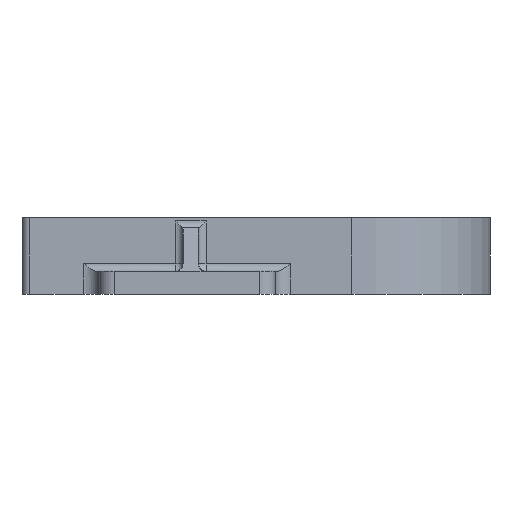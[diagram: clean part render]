
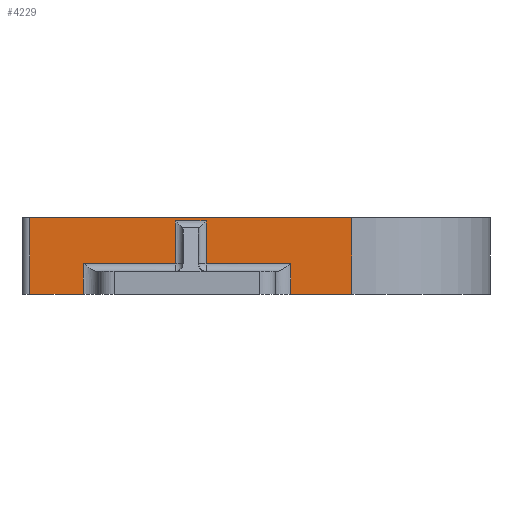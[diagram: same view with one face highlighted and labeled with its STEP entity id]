
A CAD part, left-side view. The second image highlights one B-rep face of the part: STEP entity #4229.
In plain terms, the highlighted planar face has unit normal (-1, 0, 0).
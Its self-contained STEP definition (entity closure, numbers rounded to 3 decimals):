
#220 = VECTOR ( 'NONE', #3283, 1000. ) ;
#221 = VECTOR ( 'NONE', #3280, 1000. ) ;
#222 = VECTOR ( 'NONE', #3277, 1000. ) ;
#223 = VECTOR ( 'NONE', #3274, 1000. ) ;
#225 = VECTOR ( 'NONE', #3269, 1000. ) ;
#226 = VECTOR ( 'NONE', #3265, 1000. ) ;
#227 = VECTOR ( 'NONE', #3262, 1000. ) ;
#228 = VECTOR ( 'NONE', #3259, 1000. ) ;
#229 = VECTOR ( 'NONE', #3256, 1000. ) ;
#230 = VECTOR ( 'NONE', #3253, 1000. ) ;
#232 = VECTOR ( 'NONE', #3271, 1000. ) ;
#310 = VECTOR ( 'NONE', #3081, 1000. ) ;
#1636 = ORIENTED_EDGE ( 'NONE', *, *, #5393, .F. ) ;
#1637 = ORIENTED_EDGE ( 'NONE', *, *, #5392, .T. ) ;
#1638 = ORIENTED_EDGE ( 'NONE', *, *, #5391, .T. ) ;
#1639 = ORIENTED_EDGE ( 'NONE', *, *, #5390, .T. ) ;
#1640 = ORIENTED_EDGE ( 'NONE', *, *, #5389, .T. ) ;
#1683 = ORIENTED_EDGE ( 'NONE', *, *, #5395, .T. ) ;
#1684 = ORIENTED_EDGE ( 'NONE', *, *, #5394, .F. ) ;
#1685 = ORIENTED_EDGE ( 'NONE', *, *, #5388, .T. ) ;
#1695 = ORIENTED_EDGE ( 'NONE', *, *, #5396, .T. ) ;
#1743 = EDGE_LOOP ( 'NONE', ( #1685, #1640, #1639, #1638, #1637, #1636, #1684, #1683, #1695, #4685, #1744, #1745 ) ) ;
#1744 = ORIENTED_EDGE ( 'NONE', *, *, #5333, .T. ) ;
#1745 = ORIENTED_EDGE ( 'NONE', *, *, #5398, .T. ) ;
#2590 = PLANE ( 'NONE',  #5136 ) ;
#2592 = CARTESIAN_POINT ( 'NONE',  ( -51.5, 2., 10. ) ) ;
#2596 = FACE_OUTER_BOUND ( 'NONE', #1743, .T. ) ;
#2598 = DIRECTION ( 'NONE',  ( 1., 0., 0. ) ) ;
#2599 = DIRECTION ( 'NONE',  ( 0., 1., 0. ) ) ;
#2668 = VERTEX_POINT ( 'NONE', #3382 ) ;
#2670 = VERTEX_POINT ( 'NONE', #3380 ) ;
#2677 = VERTEX_POINT ( 'NONE', #3390 ) ;
#2714 = VERTEX_POINT ( 'NONE', #3427 ) ;
#2715 = VERTEX_POINT ( 'NONE', #3428 ) ;
#2738 = VERTEX_POINT ( 'NONE', #3446 ) ;
#2740 = VERTEX_POINT ( 'NONE', #3447 ) ;
#2879 = CARTESIAN_POINT ( 'NONE',  ( -51.5, -33., 0. ) ) ;
#2880 = CARTESIAN_POINT ( 'NONE',  ( -51.5, -33., 4. ) ) ;
#2881 = CARTESIAN_POINT ( 'NONE',  ( -51.5, -41., 0. ) ) ;
#2904 = CARTESIAN_POINT ( 'NONE',  ( -51.5, -6., 0. ) ) ;
#2906 = CARTESIAN_POINT ( 'NONE',  ( -51.5, 1., 0. ) ) ;
#3072 = CARTESIAN_POINT ( 'NONE',  ( -51.5, 2., 4. ) ) ;
#3076 = LINE ( 'NONE', #3072, #310 ) ;
#3081 = DIRECTION ( 'NONE',  ( 0., -1., 0. ) ) ;
#3225 = LINE ( 'NONE', #3270, #232 ) ;
#3251 = LINE ( 'NONE', #3252, #230 ) ;
#3252 = CARTESIAN_POINT ( 'NONE',  ( -51.5, -21., 9.566 ) ) ;
#3253 = DIRECTION ( 'NONE',  ( 0., -1., 0. ) ) ;
#3254 = LINE ( 'NONE', #3255, #229 ) ;
#3255 = CARTESIAN_POINT ( 'NONE',  ( -51.5, -22., 10. ) ) ;
#3256 = DIRECTION ( 'NONE',  ( 0., 0., -1. ) ) ;
#3257 = LINE ( 'NONE', #3258, #228 ) ;
#3258 = CARTESIAN_POINT ( 'NONE',  ( -51.5, 2., 4. ) ) ;
#3259 = DIRECTION ( 'NONE',  ( 0., -1., 0. ) ) ;
#3260 = LINE ( 'NONE', #3261, #227 ) ;
#3261 = CARTESIAN_POINT ( 'NONE',  ( -51.5, -33., 10. ) ) ;
#3262 = DIRECTION ( 'NONE',  ( 0., 0., -1. ) ) ;
#3263 = LINE ( 'NONE', #3264, #226 ) ;
#3264 = CARTESIAN_POINT ( 'NONE',  ( -51.5, 2., 0. ) ) ;
#3265 = DIRECTION ( 'NONE',  ( 0., -1., 0. ) ) ;
#3266 = LINE ( 'NONE', #3268, #225 ) ;
#3268 = CARTESIAN_POINT ( 'NONE',  ( -51.5, -41., 10. ) ) ;
#3269 = DIRECTION ( 'NONE',  ( 0., 0., -1. ) ) ;
#3270 = CARTESIAN_POINT ( 'NONE',  ( -51.5, 2., 10. ) ) ;
#3271 = DIRECTION ( 'NONE',  ( 0., -1., 0. ) ) ;
#3272 = LINE ( 'NONE', #3273, #223 ) ;
#3273 = CARTESIAN_POINT ( 'NONE',  ( -51.5, 1., 10. ) ) ;
#3274 = DIRECTION ( 'NONE',  ( 0., 0., -1. ) ) ;
#3275 = LINE ( 'NONE', #3276, #222 ) ;
#3276 = CARTESIAN_POINT ( 'NONE',  ( -51.5, 2., 0. ) ) ;
#3277 = DIRECTION ( 'NONE',  ( 0., -1., 0. ) ) ;
#3278 = LINE ( 'NONE', #3279, #221 ) ;
#3279 = CARTESIAN_POINT ( 'NONE',  ( -51.5, -6., 10. ) ) ;
#3280 = DIRECTION ( 'NONE',  ( 0., 0., 1. ) ) ;
#3281 = LINE ( 'NONE', #3282, #220 ) ;
#3282 = CARTESIAN_POINT ( 'NONE',  ( -51.5, -18., 9. ) ) ;
#3283 = DIRECTION ( 'NONE',  ( 0., 0., 1. ) ) ;
#3380 = CARTESIAN_POINT ( 'NONE',  ( -51.5, -6., 4. ) ) ;
#3382 = CARTESIAN_POINT ( 'NONE',  ( -51.5, -22., 9.566 ) ) ;
#3390 = CARTESIAN_POINT ( 'NONE',  ( -51.5, -18., 9.566 ) ) ;
#3427 = CARTESIAN_POINT ( 'NONE',  ( -51.5, -41., 10. ) ) ;
#3428 = CARTESIAN_POINT ( 'NONE',  ( -51.5, -18., 4. ) ) ;
#3446 = CARTESIAN_POINT ( 'NONE',  ( -51.5, 1., 10. ) ) ;
#3447 = CARTESIAN_POINT ( 'NONE',  ( -51.5, -22., 4. ) ) ;
#4229 = ADVANCED_FACE ( 'NONE', ( #2596 ), #2590, .F. ) ;
#4638 = VERTEX_POINT ( 'NONE', #2880 ) ;
#4639 = VERTEX_POINT ( 'NONE', #2879 ) ;
#4640 = VERTEX_POINT ( 'NONE', #2881 ) ;
#4666 = VERTEX_POINT ( 'NONE', #2904 ) ;
#4668 = VERTEX_POINT ( 'NONE', #2906 ) ;
#4685 = ORIENTED_EDGE ( 'NONE', *, *, #5397, .T. ) ;
#5136 = AXIS2_PLACEMENT_3D ( 'NONE', #2592, #2598, #2599 ) ;
#5333 = EDGE_CURVE ( 'NONE', #2670, #2715, #3076, .T. ) ;
#5388 = EDGE_CURVE ( 'NONE', #2677, #2668, #3251, .T. ) ;
#5389 = EDGE_CURVE ( 'NONE', #2668, #2740, #3254, .T. ) ;
#5390 = EDGE_CURVE ( 'NONE', #2740, #4638, #3257, .T. ) ;
#5391 = EDGE_CURVE ( 'NONE', #4638, #4639, #3260, .T. ) ;
#5392 = EDGE_CURVE ( 'NONE', #4639, #4640, #3263, .T. ) ;
#5393 = EDGE_CURVE ( 'NONE', #2714, #4640, #3266, .T. ) ;
#5394 = EDGE_CURVE ( 'NONE', #2738, #2714, #3225, .T. ) ;
#5395 = EDGE_CURVE ( 'NONE', #2738, #4668, #3272, .T. ) ;
#5396 = EDGE_CURVE ( 'NONE', #4668, #4666, #3275, .T. ) ;
#5397 = EDGE_CURVE ( 'NONE', #4666, #2670, #3278, .T. ) ;
#5398 = EDGE_CURVE ( 'NONE', #2715, #2677, #3281, .T. ) ;
